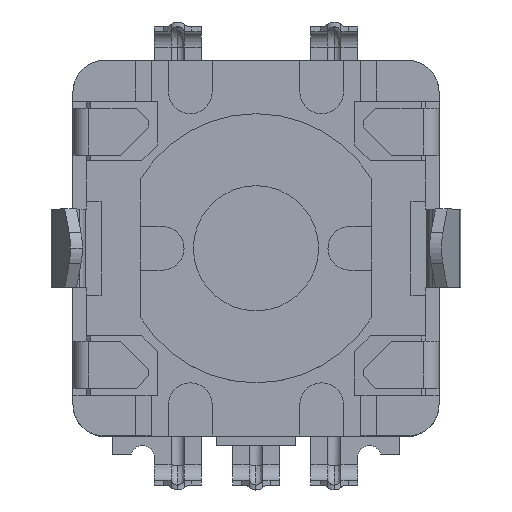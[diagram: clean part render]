
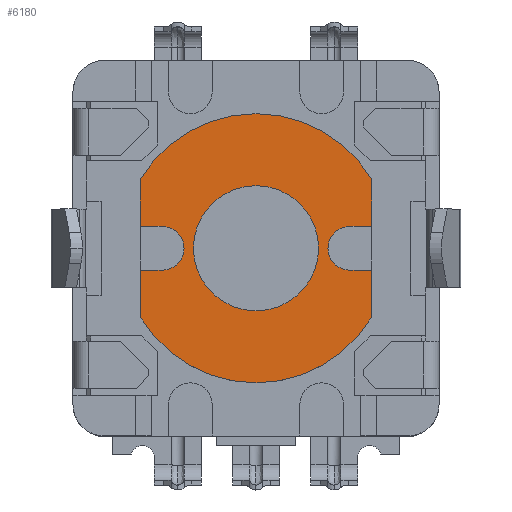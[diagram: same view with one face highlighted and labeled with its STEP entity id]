
A CAD part, top view. The second image highlights one B-rep face of the part: STEP entity #6180.
In plain terms, the highlighted planar face has unit normal (0, 0, 1).
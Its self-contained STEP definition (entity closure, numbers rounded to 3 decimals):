
#23 = CARTESIAN_POINT ( 'NONE',  ( 0., 0., 3.45 ) ) ;
#60 = CARTESIAN_POINT ( 'NONE',  ( 3., 0.7, 3.45 ) ) ;
#216 = ORIENTED_EDGE ( 'NONE', *, *, #5330, .T. ) ;
#631 = CARTESIAN_POINT ( 'NONE',  ( 3.7, 2.191, 3.45 ) ) ;
#695 = DIRECTION ( 'NONE',  ( 0., 1., 0. ) ) ;
#754 = CARTESIAN_POINT ( 'NONE',  ( -3., 0., 3.45 ) ) ;
#989 = ORIENTED_EDGE ( 'NONE', *, *, #1492, .F. ) ;
#1025 = ORIENTED_EDGE ( 'NONE', *, *, #13798, .T. ) ;
#1399 = DIRECTION ( 'NONE',  ( 0., 0., -1. ) ) ;
#1492 = EDGE_CURVE ( 'NONE', #3889, #2113, #10079, .T. ) ;
#1602 = AXIS2_PLACEMENT_3D ( 'NONE', #12407, #1399, #6295 ) ;
#1902 = EDGE_CURVE ( 'NONE', #2239, #9637, #2098, .T. ) ;
#2030 = DIRECTION ( 'NONE',  ( 0., -1., 0. ) ) ;
#2098 = LINE ( 'NONE', #2267, #12021 ) ;
#2113 = VERTEX_POINT ( 'NONE', #2505 ) ;
#2125 = CARTESIAN_POINT ( 'NONE',  ( -3.7, 2.191, 3.45 ) ) ;
#2239 = VERTEX_POINT ( 'NONE', #13867 ) ;
#2267 = CARTESIAN_POINT ( 'NONE',  ( 0., -0.7, 3.45 ) ) ;
#2316 = CARTESIAN_POINT ( 'NONE',  ( 0., 0.7, 3.45 ) ) ;
#2419 = CARTESIAN_POINT ( 'NONE',  ( 3.7, -0.7, 3.45 ) ) ;
#2437 = CIRCLE ( 'NONE', #13447, 0.7 ) ;
#2440 = VECTOR ( 'NONE', #695, 1000. ) ;
#2451 = AXIS2_PLACEMENT_3D ( 'NONE', #11673, #15402, #2030 ) ;
#2505 = CARTESIAN_POINT ( 'NONE',  ( -3.7, -2.191, 3.45 ) ) ;
#2631 = CARTESIAN_POINT ( 'NONE',  ( 0., -0.7, 3.45 ) ) ;
#2732 = EDGE_CURVE ( 'NONE', #13490, #11798, #9592, .T. ) ;
#2955 = CIRCLE ( 'NONE', #2451, 0.7 ) ;
#2972 = CARTESIAN_POINT ( 'NONE',  ( -3.7, 2.191, 3.45 ) ) ;
#2995 = EDGE_CURVE ( 'NONE', #7461, #10728, #8219, .T. ) ;
#3090 = DIRECTION ( 'NONE',  ( 0., 0., -1. ) ) ;
#3178 = DIRECTION ( 'NONE',  ( 0., 1., 0. ) ) ;
#3361 = FACE_OUTER_BOUND ( 'NONE', #6382, .T. ) ;
#3420 = CARTESIAN_POINT ( 'NONE',  ( 3.7, -2.191, 3.45 ) ) ;
#3597 = DIRECTION ( 'NONE',  ( 0., 0., -1. ) ) ;
#3661 = DIRECTION ( 'NONE',  ( 0., 0., -1. ) ) ;
#3807 = ORIENTED_EDGE ( 'NONE', *, *, #6157, .F. ) ;
#3864 = LINE ( 'NONE', #2631, #5923 ) ;
#3889 = VERTEX_POINT ( 'NONE', #10487 ) ;
#3953 = CARTESIAN_POINT ( 'NONE',  ( 0., 0., 3.45 ) ) ;
#3983 = EDGE_CURVE ( 'NONE', #7827, #12571, #5726, .T. ) ;
#4188 = VECTOR ( 'NONE', #15456, 1000. ) ;
#4267 = LINE ( 'NONE', #2972, #5480 ) ;
#4348 = VERTEX_POINT ( 'NONE', #2419 ) ;
#4414 = CARTESIAN_POINT ( 'NONE',  ( 0., 0.7, 3.45 ) ) ;
#4531 = AXIS2_PLACEMENT_3D ( 'NONE', #23, #3661, #8547 ) ;
#4533 = VERTEX_POINT ( 'NONE', #10034 ) ;
#4587 = LINE ( 'NONE', #4414, #4188 ) ;
#4782 = DIRECTION ( 'NONE',  ( 0., 1., 0. ) ) ;
#4805 = VERTEX_POINT ( 'NONE', #60 ) ;
#4999 = VECTOR ( 'NONE', #8426, 1000. ) ;
#5330 = EDGE_CURVE ( 'NONE', #13406, #12571, #15808, .T. ) ;
#5337 = EDGE_CURVE ( 'NONE', #11798, #13490, #6311, .T. ) ;
#5480 = VECTOR ( 'NONE', #7873, 1000. ) ;
#5638 = AXIS2_PLACEMENT_3D ( 'NONE', #14163, #9374, #11849 ) ;
#5708 = AXIS2_PLACEMENT_3D ( 'NONE', #9687, #3597, #4782 ) ;
#5726 = CIRCLE ( 'NONE', #12914, 4.3 ) ;
#5875 = DIRECTION ( 'NONE',  ( 0., 1., 0. ) ) ;
#5923 = VECTOR ( 'NONE', #10253, 1000. ) ;
#6157 = EDGE_CURVE ( 'NONE', #7461, #7827, #11552, .T. ) ;
#6180 = ADVANCED_FACE ( 'NONE', ( #6717, #3361 ), #11619, .T. ) ;
#6295 = DIRECTION ( 'NONE',  ( 0., 1., 0. ) ) ;
#6311 = CIRCLE ( 'NONE', #4531, 2. ) ;
#6382 = EDGE_LOOP ( 'NONE', ( #1025, #13563, #8053, #216, #11075, #3807, #6974, #8797, #8618, #14713, #14503, #989, #14195 ) ) ;
#6572 = CARTESIAN_POINT ( 'NONE',  ( 3., -0.7, 3.45 ) ) ;
#6717 = FACE_BOUND ( 'NONE', #11654, .T. ) ;
#6884 = CARTESIAN_POINT ( 'NONE',  ( 3.7, -2.191, 3.45 ) ) ;
#6974 = ORIENTED_EDGE ( 'NONE', *, *, #2995, .T. ) ;
#7461 = VERTEX_POINT ( 'NONE', #2125 ) ;
#7688 = ORIENTED_EDGE ( 'NONE', *, *, #5337, .T. ) ;
#7827 = VERTEX_POINT ( 'NONE', #9968 ) ;
#7873 = DIRECTION ( 'NONE',  ( 0., -1., 0. ) ) ;
#7995 = CARTESIAN_POINT ( 'NONE',  ( 0., 0., 3.45 ) ) ;
#8010 = DIRECTION ( 'NONE',  ( 0., 0., -1. ) ) ;
#8053 = ORIENTED_EDGE ( 'NONE', *, *, #10759, .T. ) ;
#8219 = LINE ( 'NONE', #10721, #13422 ) ;
#8426 = DIRECTION ( 'NONE',  ( 1., 0., 0. ) ) ;
#8547 = DIRECTION ( 'NONE',  ( 0., 1., 0. ) ) ;
#8618 = ORIENTED_EDGE ( 'NONE', *, *, #12985, .T. ) ;
#8797 = ORIENTED_EDGE ( 'NONE', *, *, #9500, .T. ) ;
#9374 = DIRECTION ( 'NONE',  ( 0., 0., 1. ) ) ;
#9500 = EDGE_CURVE ( 'NONE', #10728, #4533, #4587, .T. ) ;
#9519 = AXIS2_PLACEMENT_3D ( 'NONE', #3953, #11231, #10026 ) ;
#9592 = CIRCLE ( 'NONE', #5708, 2. ) ;
#9637 = VERTEX_POINT ( 'NONE', #11164 ) ;
#9687 = CARTESIAN_POINT ( 'NONE',  ( 0., 0., 3.45 ) ) ;
#9966 = CARTESIAN_POINT ( 'NONE',  ( 0., -2., 3.45 ) ) ;
#9968 = CARTESIAN_POINT ( 'NONE',  ( 0., 4.3, 3.45 ) ) ;
#10026 = DIRECTION ( 'NONE',  ( 0., 1., 0. ) ) ;
#10034 = CARTESIAN_POINT ( 'NONE',  ( -3., 0.7, 3.45 ) ) ;
#10079 = CIRCLE ( 'NONE', #1602, 4.3 ) ;
#10253 = DIRECTION ( 'NONE',  ( -1., 0., 0. ) ) ;
#10487 = CARTESIAN_POINT ( 'NONE',  ( 3.7, -2.191, 3.45 ) ) ;
#10721 = CARTESIAN_POINT ( 'NONE',  ( -3.7, 2.191, 3.45 ) ) ;
#10728 = VERTEX_POINT ( 'NONE', #11856 ) ;
#10759 = EDGE_CURVE ( 'NONE', #4805, #13406, #14712, .T. ) ;
#11075 = ORIENTED_EDGE ( 'NONE', *, *, #3983, .F. ) ;
#11164 = CARTESIAN_POINT ( 'NONE',  ( -3.7, -0.7, 3.45 ) ) ;
#11231 = DIRECTION ( 'NONE',  ( 0., 0., -1. ) ) ;
#11452 = DIRECTION ( 'NONE',  ( 0., -1., 0. ) ) ;
#11544 = VERTEX_POINT ( 'NONE', #6572 ) ;
#11552 = CIRCLE ( 'NONE', #9519, 4.3 ) ;
#11619 = PLANE ( 'NONE',  #5638 ) ;
#11654 = EDGE_LOOP ( 'NONE', ( #7688, #14886 ) ) ;
#11673 = CARTESIAN_POINT ( 'NONE',  ( 3., 0., 3.45 ) ) ;
#11690 = EDGE_CURVE ( 'NONE', #3889, #4348, #11706, .T. ) ;
#11706 = LINE ( 'NONE', #6884, #2440 ) ;
#11798 = VERTEX_POINT ( 'NONE', #12880 ) ;
#11807 = DIRECTION ( 'NONE',  ( -1., 0., 0. ) ) ;
#11849 = DIRECTION ( 'NONE',  ( 0., -1., 0. ) ) ;
#11856 = CARTESIAN_POINT ( 'NONE',  ( -3.7, 0.7, 3.45 ) ) ;
#11928 = EDGE_CURVE ( 'NONE', #11544, #4805, #2955, .T. ) ;
#11973 = DIRECTION ( 'NONE',  ( 0., -1., 0. ) ) ;
#12021 = VECTOR ( 'NONE', #11807, 1000. ) ;
#12407 = CARTESIAN_POINT ( 'NONE',  ( 0., 0., 3.45 ) ) ;
#12571 = VERTEX_POINT ( 'NONE', #631 ) ;
#12594 = EDGE_CURVE ( 'NONE', #9637, #2113, #4267, .T. ) ;
#12880 = CARTESIAN_POINT ( 'NONE',  ( 0., 2., 3.45 ) ) ;
#12914 = AXIS2_PLACEMENT_3D ( 'NONE', #7995, #3090, #3178 ) ;
#12985 = EDGE_CURVE ( 'NONE', #4533, #2239, #2437, .T. ) ;
#13406 = VERTEX_POINT ( 'NONE', #15795 ) ;
#13422 = VECTOR ( 'NONE', #11973, 1000. ) ;
#13447 = AXIS2_PLACEMENT_3D ( 'NONE', #754, #8010, #11452 ) ;
#13490 = VERTEX_POINT ( 'NONE', #9966 ) ;
#13563 = ORIENTED_EDGE ( 'NONE', *, *, #11928, .T. ) ;
#13798 = EDGE_CURVE ( 'NONE', #4348, #11544, #3864, .T. ) ;
#13867 = CARTESIAN_POINT ( 'NONE',  ( -3., -0.7, 3.45 ) ) ;
#14163 = CARTESIAN_POINT ( 'NONE',  ( 0., 0., 3.45 ) ) ;
#14195 = ORIENTED_EDGE ( 'NONE', *, *, #11690, .T. ) ;
#14503 = ORIENTED_EDGE ( 'NONE', *, *, #12594, .T. ) ;
#14712 = LINE ( 'NONE', #2316, #4999 ) ;
#14713 = ORIENTED_EDGE ( 'NONE', *, *, #1902, .T. ) ;
#14738 = VECTOR ( 'NONE', #5875, 1000. ) ;
#14886 = ORIENTED_EDGE ( 'NONE', *, *, #2732, .T. ) ;
#15402 = DIRECTION ( 'NONE',  ( 0., 0., -1. ) ) ;
#15456 = DIRECTION ( 'NONE',  ( 1., 0., 0. ) ) ;
#15795 = CARTESIAN_POINT ( 'NONE',  ( 3.7, 0.7, 3.45 ) ) ;
#15808 = LINE ( 'NONE', #3420, #14738 ) ;
